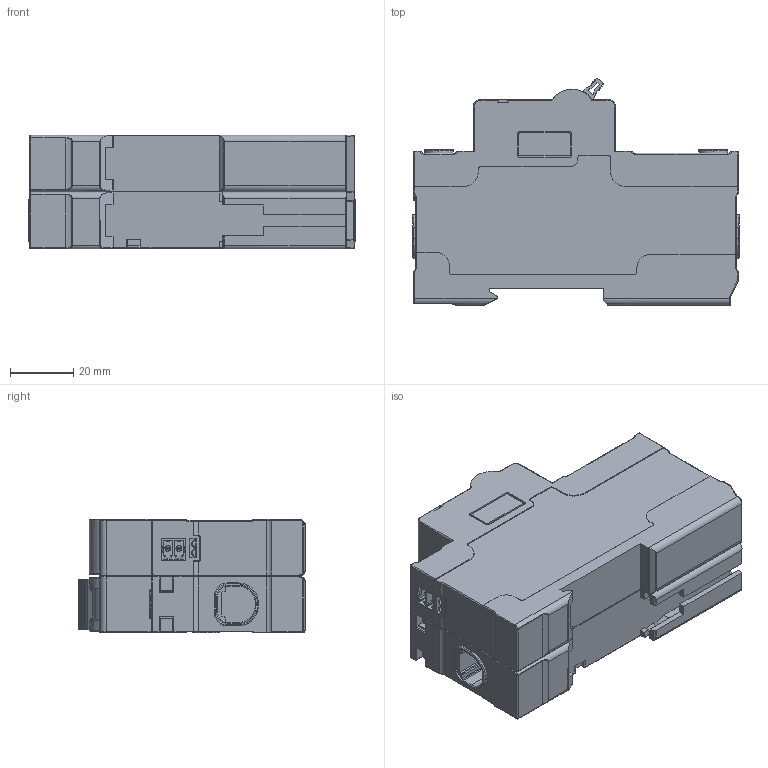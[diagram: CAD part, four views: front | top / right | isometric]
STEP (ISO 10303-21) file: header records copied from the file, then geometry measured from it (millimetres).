
FILE_DESCRIPTION((''),'2;1');
FILE_NAME('18MM_1P','2024-11-07T15:17:05',('elco'),(''),'CREO PARAMETRIC BY PTC INC, 2022424','CREO PARAMETRIC BY PTC INC, 2022424','');
FILE_SCHEMA(('CONFIG_CONTROL_DESIGN'));
Products named in the file (1): 18MM_1P
Bounding box: 103.7 x 71.89 x 36 mm (x, y, z)
Volume: 190525.6 mm3; surface area: 31373.8 mm2
Topology: 2 solids, 32 shells, 1947 faces, 5010 edges, 3189 vertices
Faces by surface type: plane 1020, cylinder 557, extrusion 175, torus 101, sphere 47, bspline 25, cone 22
Entity records: 68086 total; most frequent: CARTESIAN_POINT 21167, ORIENTED_EDGE 9916, DIRECTION 9277, EDGE_CURVE 4958, VECTOR 3333, VERTEX_POINT 3189, LINE 3158, AXIS2_PLACEMENT_3D 2972
